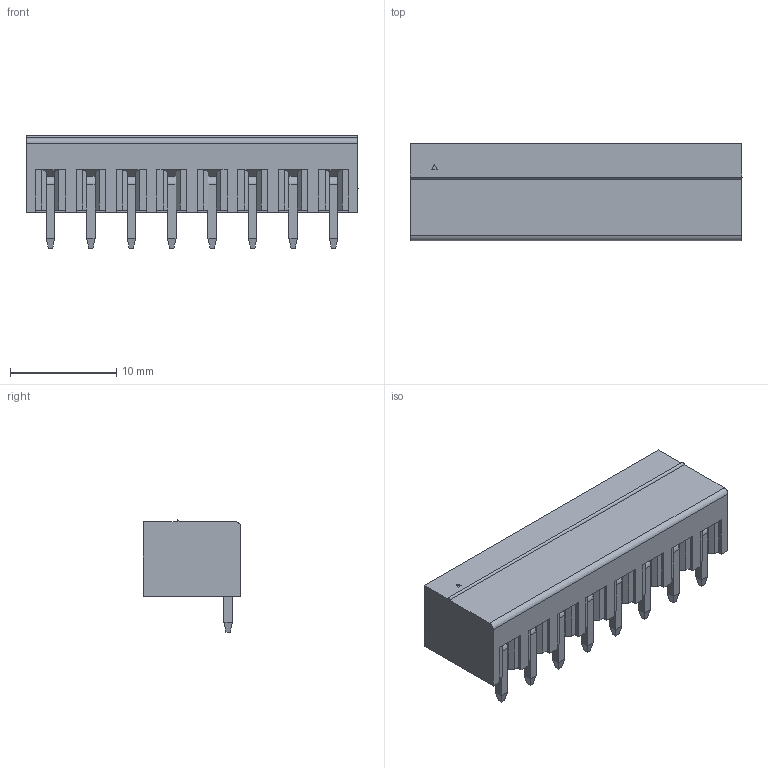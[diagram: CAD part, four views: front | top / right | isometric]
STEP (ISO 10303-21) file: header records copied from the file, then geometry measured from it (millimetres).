
FILE_DESCRIPTION (( 'STEP AP214' ), '1' );
FILE_NAME ('15EDGRC-3.81-08P-14-00AH.STEP', '2021-02-01T22:18:46', ( '' ), ( '' ), 'SwSTEP 2.0', 'SolidWorks 2020', '' );
FILE_SCHEMA (( 'AUTOMOTIVE_DESIGN' ));
Length unit declared in the file: millimetre
Products named in the file (1): 15EDGRC-3.81-08P-14-00AH
Bounding box: 31.27 x 9.2 x 10.6 mm (x, y, z)
Volume: 978.3 mm3; surface area: 2897.9 mm2
Topology: 1 solids, 9 shells, 924 faces, 2438 edges, 1588 vertices
Faces by surface type: plane 702, bspline 172, cylinder 26, torus 16, cone 8
Entity records: 41632 total; most frequent: CARTESIAN_POINT 14859, ORIENTED_EDGE 4876, DIRECTION 3708, EDGE_CURVE 2438, LINE 1986, VECTOR 1986, VERTEX_POINT 1588, EDGE_LOOP 980
